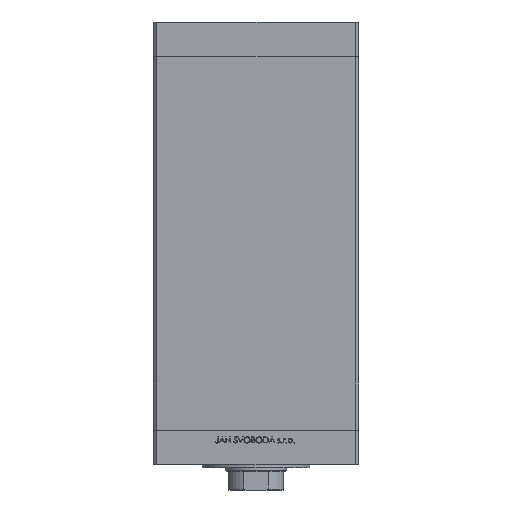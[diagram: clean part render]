
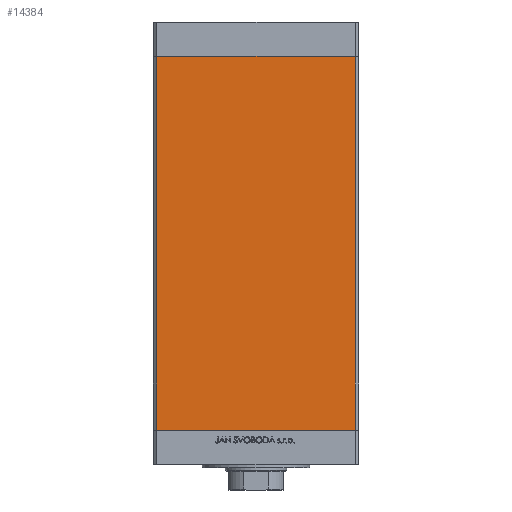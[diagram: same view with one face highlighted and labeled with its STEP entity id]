
A CAD part, front view. The second image highlights one B-rep face of the part: STEP entity #14384.
In plain terms, the highlighted planar face has unit normal (0, -1, 0).
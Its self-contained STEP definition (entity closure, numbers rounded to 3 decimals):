
#1049 = LINE ( 'NONE', #39322, #48589 ) ;
#3077 = EDGE_LOOP ( 'NONE', ( #17416, #36288, #12899, #16615 ) ) ;
#3396 = VECTOR ( 'NONE', #17584, 1000. ) ;
#4541 = DIRECTION ( 'NONE',  ( 0., 1., 0. ) ) ;
#5281 = EDGE_CURVE ( 'NONE', #32964, #48037, #1049, .T. ) ;
#8261 = FACE_OUTER_BOUND ( 'NONE', #3077, .T. ) ;
#10661 = VERTEX_POINT ( 'NONE', #44899 ) ;
#11409 = DIRECTION ( 'NONE',  ( 1., 0., 0. ) ) ;
#12505 = PLANE ( 'NONE',  #43298 ) ;
#12749 = DIRECTION ( 'NONE',  ( 0., 0., -1. ) ) ;
#12899 = ORIENTED_EDGE ( 'NONE', *, *, #24149, .F. ) ;
#14384 = ADVANCED_FACE ( 'NONE', ( #8261 ), #12505, .F. ) ;
#16615 = ORIENTED_EDGE ( 'NONE', *, *, #17516, .T. ) ;
#17416 = ORIENTED_EDGE ( 'NONE', *, *, #45965, .T. ) ;
#17516 = EDGE_CURVE ( 'NONE', #10661, #46993, #21861, .T. ) ;
#17584 = DIRECTION ( 'NONE',  ( 1., 0., 0. ) ) ;
#21861 = LINE ( 'NONE', #32823, #40915 ) ;
#22607 = CARTESIAN_POINT ( 'NONE',  ( -58., -51., 218.5 ) ) ;
#24149 = EDGE_CURVE ( 'NONE', #10661, #32964, #30570, .T. ) ;
#24188 = DIRECTION ( 'NONE',  ( 0., 0., 1. ) ) ;
#27664 = CARTESIAN_POINT ( 'NONE',  ( -58., -51., 218.5 ) ) ;
#30570 = LINE ( 'NONE', #22607, #44224 ) ;
#32823 = CARTESIAN_POINT ( 'NONE',  ( -58., -51., 218.5 ) ) ;
#32964 = VERTEX_POINT ( 'NONE', #37237 ) ;
#33546 = DIRECTION ( 'NONE',  ( 0., 0., -1. ) ) ;
#36288 = ORIENTED_EDGE ( 'NONE', *, *, #5281, .F. ) ;
#36488 = LINE ( 'NONE', #43192, #3396 ) ;
#37237 = CARTESIAN_POINT ( 'NONE',  ( 58., -51., 218.5 ) ) ;
#38637 = CARTESIAN_POINT ( 'NONE',  ( 58., -51., 0. ) ) ;
#39322 = CARTESIAN_POINT ( 'NONE',  ( 58., -51., 218.5 ) ) ;
#40136 = CARTESIAN_POINT ( 'NONE',  ( -58., -51., 0. ) ) ;
#40915 = VECTOR ( 'NONE', #33546, 1000. ) ;
#43192 = CARTESIAN_POINT ( 'NONE',  ( -58., -51., 0. ) ) ;
#43298 = AXIS2_PLACEMENT_3D ( 'NONE', #27664, #4541, #24188 ) ;
#44224 = VECTOR ( 'NONE', #11409, 1000. ) ;
#44899 = CARTESIAN_POINT ( 'NONE',  ( -58., -51., 218.5 ) ) ;
#45965 = EDGE_CURVE ( 'NONE', #46993, #48037, #36488, .T. ) ;
#46993 = VERTEX_POINT ( 'NONE', #40136 ) ;
#48037 = VERTEX_POINT ( 'NONE', #38637 ) ;
#48589 = VECTOR ( 'NONE', #12749, 1000. ) ;
